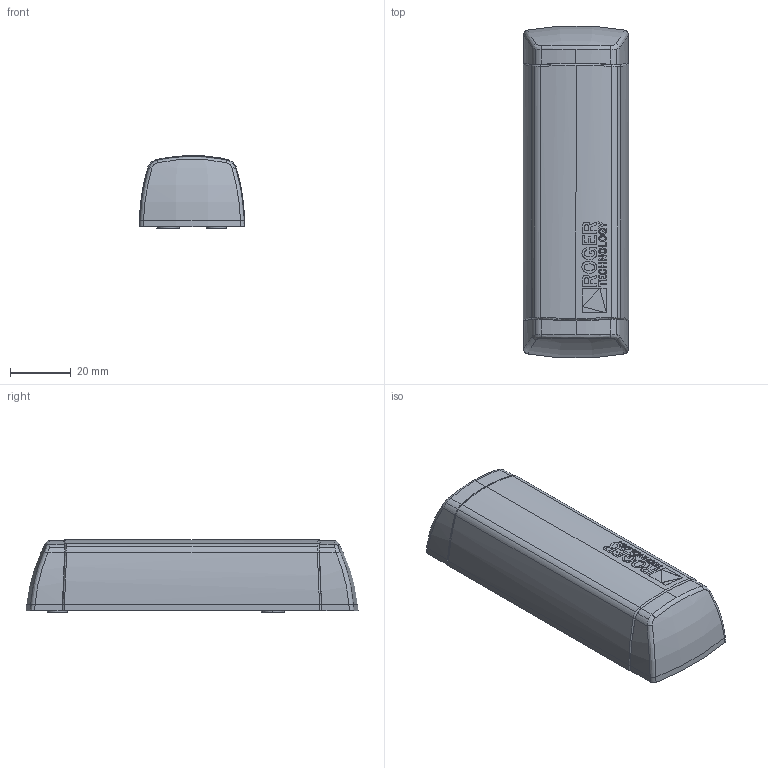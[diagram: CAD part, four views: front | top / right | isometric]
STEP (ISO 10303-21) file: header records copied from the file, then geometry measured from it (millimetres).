
FILE_DESCRIPTION (( 'STEP AP214' ), '1' );
FILE_NAME ('M90-F2ES.STEP', '2017-03-07T07:05:29', ( 'admin' ), ( 'Microsoft' ), 'SwSTEP 2.0', 'SolidWorks 2016', '' );
FILE_SCHEMA (( 'AUTOMOTIVE_DESIGN' ));
Length unit declared in the file: millimetre
Products named in the file (1): M90-F2ES
Bounding box: 35 x 109.66 x 24.01 mm (x, y, z)
Volume: 75199.6 mm3; surface area: 23880.6 mm2
Topology: 4 solids, 8 shells, 550 faces, 1441 edges, 944 vertices
Faces by surface type: plane 230, bspline 194, cylinder 81, cone 39, torus 6
Entity records: 27679 total; most frequent: CARTESIAN_POINT 9766, ORIENTED_EDGE 2882, DIRECTION 1720, EDGE_CURVE 1441, VERTEX_POINT 944, VECTOR 654, LINE 654, EDGE_LOOP 587
